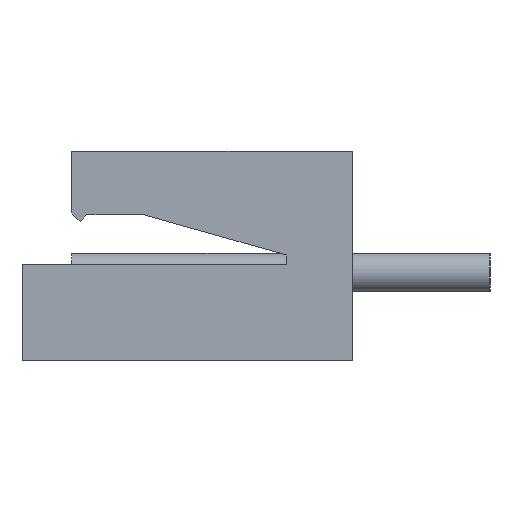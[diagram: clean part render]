
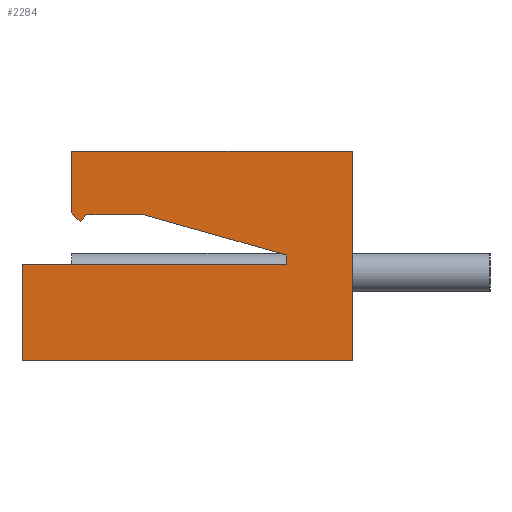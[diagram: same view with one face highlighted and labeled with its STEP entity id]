
A CAD part, left-side view. The second image highlights one B-rep face of the part: STEP entity #2284.
In plain terms, the highlighted planar face has unit normal (-1, 0, 0).
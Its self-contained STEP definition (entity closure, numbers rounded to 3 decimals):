
#15 = CARTESIAN_POINT ( 'NONE',  ( 0., 1.2, 1.918 ) ) ;
#17 = VECTOR ( 'NONE', #89, 1000. ) ;
#89 = DIRECTION ( 'NONE',  ( 0., 1., 0. ) ) ;
#90 = CARTESIAN_POINT ( 'NONE',  ( 0., 6., 1.75 ) ) ;
#91 = LINE ( 'NONE', #90, #17 ) ;
#102 = CARTESIAN_POINT ( 'NONE',  ( 0., 6., 1.75 ) ) ;
#937 = CARTESIAN_POINT ( 'NONE',  ( 0., 5.1, 3.8 ) ) ;
#939 = CARTESIAN_POINT ( 'NONE',  ( 0., 1.2, 1.75 ) ) ;
#952 = DIRECTION ( 'NONE',  ( 0., 0., -1. ) ) ;
#953 = VECTOR ( 'NONE', #952, 1000. ) ;
#954 = CARTESIAN_POINT ( 'NONE',  ( 0., 6., 3.8 ) ) ;
#960 = LINE ( 'NONE', #954, #953 ) ;
#1066 = CARTESIAN_POINT ( 'NONE',  ( 0., 6., 0. ) ) ;
#1160 = CARTESIAN_POINT ( 'NONE',  ( 0., 0., 0. ) ) ;
#1165 = FACE_OUTER_BOUND ( 'NONE', #2567, .T. ) ;
#1175 = CARTESIAN_POINT ( 'NONE',  ( 0., 0., 3.8 ) ) ;
#1176 = PLANE ( 'NONE',  #1180 ) ;
#1180 = AXIS2_PLACEMENT_3D ( 'NONE', #1175, #1211, #1210 ) ;
#1183 = VECTOR ( 'NONE', #1207, 1000. ) ;
#1207 = DIRECTION ( 'NONE',  ( 0., -1., 0. ) ) ;
#1208 = CARTESIAN_POINT ( 'NONE',  ( 0., 0., 0. ) ) ;
#1209 = LINE ( 'NONE', #1208, #1183 ) ;
#1210 = DIRECTION ( 'NONE',  ( 0., 0., -1. ) ) ;
#1211 = DIRECTION ( 'NONE',  ( 1., 0., 0. ) ) ;
#1279 = CARTESIAN_POINT ( 'NONE',  ( 0., 4.945, 2.526 ) ) ;
#1307 = DIRECTION ( 'NONE',  ( 0., 0.707, -0.707 ) ) ;
#1308 = VECTOR ( 'NONE', #1307, 1000. ) ;
#1312 = CARTESIAN_POINT ( 'NONE',  ( 0., 1.836, 5.636 ) ) ;
#1313 = LINE ( 'NONE', #1312, #1308 ) ;
#1567 = DIRECTION ( 'NONE',  ( 0., -1., 0. ) ) ;
#1568 = VECTOR ( 'NONE', #1567, 1000. ) ;
#1569 = CARTESIAN_POINT ( 'NONE',  ( 0., 0., 3.8 ) ) ;
#1570 = LINE ( 'NONE', #1569, #1568 ) ;
#1627 = LINE ( 'NONE', #1656, #1655 ) ;
#1652 = CARTESIAN_POINT ( 'NONE',  ( 0., 0., 2.651 ) ) ;
#1653 = LINE ( 'NONE', #1652, #1673 ) ;
#1654 = DIRECTION ( 'NONE',  ( 0., 0.962, 0.272 ) ) ;
#1655 = VECTOR ( 'NONE', #1654, 1000. ) ;
#1656 = CARTESIAN_POINT ( 'NONE',  ( 0., 0.58, 1.744 ) ) ;
#1669 = CARTESIAN_POINT ( 'NONE',  ( 0., 3.795, 2.651 ) ) ;
#1671 = CARTESIAN_POINT ( 'NONE',  ( 0., 4.821, 2.651 ) ) ;
#1672 = DIRECTION ( 'NONE',  ( 0., 1., 0. ) ) ;
#1673 = VECTOR ( 'NONE', #1672, 1000. ) ;
#1680 = DIRECTION ( 'NONE',  ( 0., 0.707, 0.707 ) ) ;
#1681 = VECTOR ( 'NONE', #1680, 1000. ) ;
#1682 = CARTESIAN_POINT ( 'NONE',  ( 0., 3.109, 0.691 ) ) ;
#1683 = LINE ( 'NONE', #1682, #1681 ) ;
#1775 = DIRECTION ( 'NONE',  ( 0., 0., -1. ) ) ;
#1776 = VECTOR ( 'NONE', #1775, 1000. ) ;
#1777 = CARTESIAN_POINT ( 'NONE',  ( 0., 5.1, 3.8 ) ) ;
#1778 = LINE ( 'NONE', #1777, #1776 ) ;
#1786 = CARTESIAN_POINT ( 'NONE',  ( 0., 5.1, 2.681 ) ) ;
#1791 = CARTESIAN_POINT ( 'NONE',  ( 0., 0., 3.8 ) ) ;
#1792 = DIRECTION ( 'NONE',  ( 0., 0., -1. ) ) ;
#1793 = VECTOR ( 'NONE', #1792, 1000. ) ;
#1794 = CARTESIAN_POINT ( 'NONE',  ( 0., 0., 3.8 ) ) ;
#1795 = LINE ( 'NONE', #1794, #1793 ) ;
#1873 = EDGE_CURVE ( 'NONE', #2580, #1899, #1921, .T. ) ;
#1888 = VERTEX_POINT ( 'NONE', #102 ) ;
#1890 = EDGE_CURVE ( 'NONE', #2580, #1888, #91, .T. ) ;
#1899 = VERTEX_POINT ( 'NONE', #15 ) ;
#1918 = DIRECTION ( 'NONE',  ( 0., 0., 1. ) ) ;
#1919 = VECTOR ( 'NONE', #1918, 1000. ) ;
#1920 = CARTESIAN_POINT ( 'NONE',  ( 0., 1.2, 3.8 ) ) ;
#1921 = LINE ( 'NONE', #1920, #1919 ) ;
#2271 = ORIENTED_EDGE ( 'NONE', *, *, #2552, .T. ) ;
#2272 = ORIENTED_EDGE ( 'NONE', *, *, #2493, .F. ) ;
#2273 = ORIENTED_EDGE ( 'NONE', *, *, #2315, .F. ) ;
#2274 = ORIENTED_EDGE ( 'NONE', *, *, #2462, .F. ) ;
#2282 = ORIENTED_EDGE ( 'NONE', *, *, #2285, .T. ) ;
#2283 = VERTEX_POINT ( 'NONE', #1160 ) ;
#2284 = ADVANCED_FACE ( 'NONE', ( #1165 ), #1176, .F. ) ;
#2285 = EDGE_CURVE ( 'NONE', #2630, #2283, #1209, .T. ) ;
#2312 = VERTEX_POINT ( 'NONE', #1279 ) ;
#2315 = EDGE_CURVE ( 'NONE', #2463, #2312, #1313, .T. ) ;
#2420 = ORIENTED_EDGE ( 'NONE', *, *, #2421, .F. ) ;
#2421 = EDGE_CURVE ( 'NONE', #2583, #2545, #1570, .T. ) ;
#2460 = EDGE_CURVE ( 'NONE', #1899, #2466, #1627, .T. ) ;
#2462 = EDGE_CURVE ( 'NONE', #2466, #2463, #1653, .T. ) ;
#2463 = VERTEX_POINT ( 'NONE', #1671 ) ;
#2466 = VERTEX_POINT ( 'NONE', #1669 ) ;
#2493 = EDGE_CURVE ( 'NONE', #2312, #2547, #1683, .T. ) ;
#2544 = EDGE_CURVE ( 'NONE', #2545, #2283, #1795, .T. ) ;
#2545 = VERTEX_POINT ( 'NONE', #1791 ) ;
#2547 = VERTEX_POINT ( 'NONE', #1786 ) ;
#2552 = EDGE_CURVE ( 'NONE', #2583, #2547, #1778, .T. ) ;
#2567 = EDGE_LOOP ( 'NONE', ( #2639, #2628, #2568, #2282, #2631, #2420, #2271, #2272, #2273, #2274, #2607 ) ) ;
#2568 = ORIENTED_EDGE ( 'NONE', *, *, #2569, .T. ) ;
#2569 = EDGE_CURVE ( 'NONE', #1888, #2630, #960, .T. ) ;
#2580 = VERTEX_POINT ( 'NONE', #939 ) ;
#2583 = VERTEX_POINT ( 'NONE', #937 ) ;
#2607 = ORIENTED_EDGE ( 'NONE', *, *, #2460, .F. ) ;
#2628 = ORIENTED_EDGE ( 'NONE', *, *, #1890, .T. ) ;
#2630 = VERTEX_POINT ( 'NONE', #1066 ) ;
#2631 = ORIENTED_EDGE ( 'NONE', *, *, #2544, .F. ) ;
#2639 = ORIENTED_EDGE ( 'NONE', *, *, #1873, .F. ) ;
